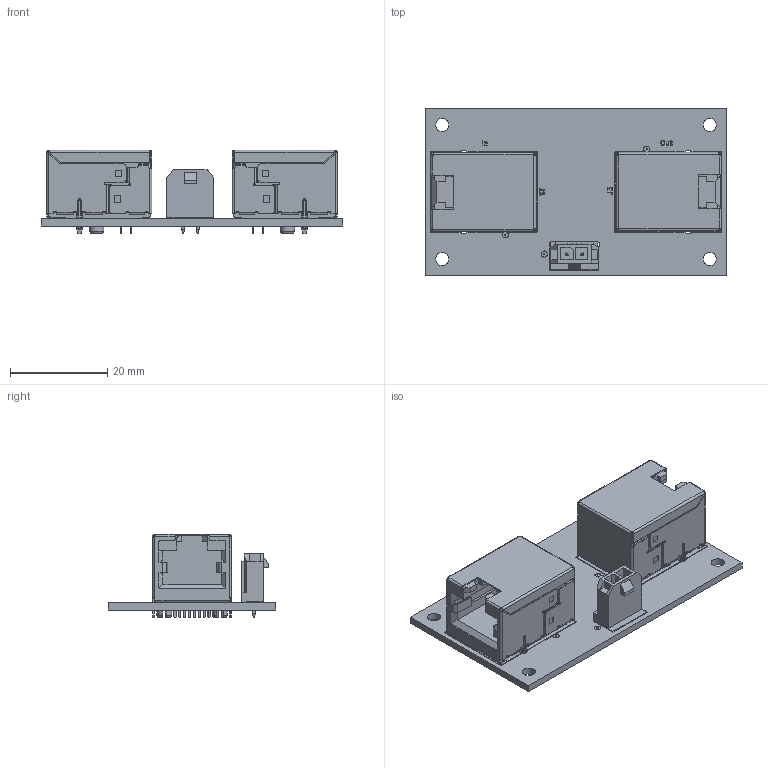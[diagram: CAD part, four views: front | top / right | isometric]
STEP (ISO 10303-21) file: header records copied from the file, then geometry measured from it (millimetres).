
FILE_DESCRIPTION(('KiCad electronic assembly'),'2;1');
FILE_NAME('Proprietary_RJ45.step','2026-02-10T15:22:37',('Pcbnew'),( 'Kicad'),'Open CASCADE STEP processor 7.8','KiCad to STEP converter' ,'Unknown');
FILE_SCHEMA(('AUTOMOTIVE_DESIGN { 1 0 10303 214 1 1 1 1 }'));
Length unit declared in the file: millimetre
Products named in the file (5): Proprietary_RJ45 1; 1x2_CONN; SS-60000-009; Proprietary_RJ45_silkscreen; Proprietary_RJ45_PCB
Assembly tree (5 placements, depth 2):
  Proprietary_RJ45 1
    1x2_CONN
    SS-60000-009  x2
    Proprietary_RJ45_silkscreen
    Proprietary_RJ45_PCB
Bounding box: 62 x 34.5 x 17.15 mm (x, y, z)
Volume: 10183.7 mm3; surface area: 14779 mm2
Topology: 26 solids, 47 shells, 1369 faces, 3565 edges, 2274 vertices
Faces by surface type: plane 929, cylinder 368, bspline 44, revolution 8, cone 8, sphere 8, torus 4
Full cylindrical faces by diameter (mm): 0.889 x16, 1.067 x2, 1.321 x2, 1.575 x4, 2.7 x4, 3.251 x4
Entity records: 24538 total; most frequent: CARTESIAN_POINT 4760, DIRECTION 3950, ORIENTED_EDGE 3906, EDGE_CURVE 2072, LINE 1502, VECTOR 1502, VERTEX_POINT 1366, AXIS2_PLACEMENT_3D 1222
